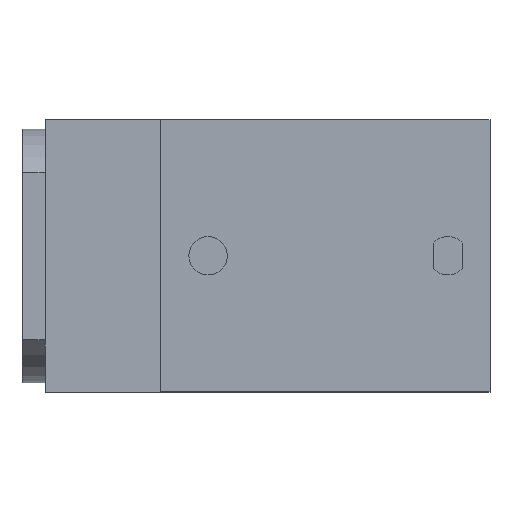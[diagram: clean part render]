
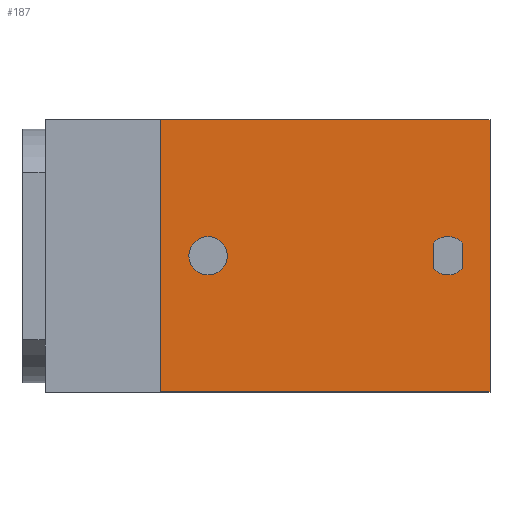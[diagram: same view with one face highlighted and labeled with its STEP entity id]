
A CAD part, top view. The second image highlights one B-rep face of the part: STEP entity #187.
In plain terms, the highlighted planar face has unit normal (0, 0, 1).
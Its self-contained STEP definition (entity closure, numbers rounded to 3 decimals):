
#82=LINE('',#988,#131);
#89=LINE('',#1014,#138);
#106=LINE('',#1052,#155);
#107=LINE('',#1057,#156);
#108=LINE('',#1061,#157);
#109=LINE('',#1062,#158);
#131=VECTOR('',#787,1.);
#138=VECTOR('',#816,1.);
#155=VECTOR('',#843,1.);
#156=VECTOR('',#848,1.);
#157=VECTOR('',#851,1.);
#158=VECTOR('',#852,1.);
#187=ADVANCED_FACE('',(#245,#246,#247),#225,.F.);
#225=PLANE('',#717);
#245=FACE_BOUND('',#281,.T.);
#246=FACE_BOUND('',#282,.T.);
#247=FACE_BOUND('',#283,.T.);
#281=EDGE_LOOP('',(#383,#384,#385,#386));
#282=EDGE_LOOP('',(#387,#388,#389,#390));
#283=EDGE_LOOP('',(#391));
#383=ORIENTED_EDGE('',*,*,#587,.T.);
#384=ORIENTED_EDGE('',*,*,#588,.T.);
#385=ORIENTED_EDGE('',*,*,#589,.T.);
#386=ORIENTED_EDGE('',*,*,#590,.T.);
#387=ORIENTED_EDGE('',*,*,#567,.T.);
#388=ORIENTED_EDGE('',*,*,#554,.F.);
#389=ORIENTED_EDGE('',*,*,#586,.F.);
#390=ORIENTED_EDGE('',*,*,#591,.T.);
#391=ORIENTED_EDGE('',*,*,#592,.F.);
#493=VERTEX_POINT('',#982);
#496=VERTEX_POINT('',#987);
#505=VERTEX_POINT('',#1015);
#520=VERTEX_POINT('',#1051);
#521=VERTEX_POINT('',#1055);
#522=VERTEX_POINT('',#1056);
#523=VERTEX_POINT('',#1058);
#524=VERTEX_POINT('',#1060);
#525=VERTEX_POINT('',#1064);
#554=EDGE_CURVE('',#496,#493,#82,.T.);
#567=EDGE_CURVE('',#505,#493,#89,.T.);
#586=EDGE_CURVE('',#520,#496,#106,.T.);
#587=EDGE_CURVE('',#521,#522,#640,.T.);
#588=EDGE_CURVE('',#522,#523,#107,.T.);
#589=EDGE_CURVE('',#523,#524,#641,.T.);
#590=EDGE_CURVE('',#524,#521,#108,.T.);
#591=EDGE_CURVE('',#520,#505,#109,.T.);
#592=EDGE_CURVE('',#525,#525,#642,.T.);
#640=CIRCLE('',#714,10.);
#641=CIRCLE('',#715,10.);
#642=CIRCLE('',#716,10.);
#714=AXIS2_PLACEMENT_3D('',#1054,#846,#847);
#715=AXIS2_PLACEMENT_3D('',#1059,#849,#850);
#716=AXIS2_PLACEMENT_3D('',#1063,#853,#854);
#717=AXIS2_PLACEMENT_3D('',#1065,#855,#856);
#787=DIRECTION('',(0.,1.,0.));
#816=DIRECTION('',(-1.,0.,0.));
#843=DIRECTION('',(-1.,0.,0.));
#846=DIRECTION('',(0.,0.,-1.));
#847=DIRECTION('',(1.,0.,0.));
#848=DIRECTION('',(0.,1.,0.));
#849=DIRECTION('',(0.,0.,-1.));
#850=DIRECTION('',(1.,0.,0.));
#851=DIRECTION('',(0.,-1.,0.));
#852=DIRECTION('',(0.,1.,0.));
#853=DIRECTION('',(0.,0.,1.));
#854=DIRECTION('',(-1.,0.,0.));
#855=DIRECTION('',(0.,0.,-1.));
#856=DIRECTION('',(-1.,0.,0.));
#982=CARTESIAN_POINT('',(-25.,71.,0.));
#987=CARTESIAN_POINT('',(-25.,-71.,0.));
#988=CARTESIAN_POINT('',(-25.,-71.,0.));
#1014=CARTESIAN_POINT('',(147.,71.,0.));
#1015=CARTESIAN_POINT('',(147.,71.,0.));
#1051=CARTESIAN_POINT('',(147.,-71.,0.));
#1052=CARTESIAN_POINT('',(147.,-71.,0.));
#1054=CARTESIAN_POINT('',(125.,0.,0.));
#1055=CARTESIAN_POINT('',(132.5,-6.614,0.));
#1056=CARTESIAN_POINT('',(117.5,-6.614,0.));
#1057=CARTESIAN_POINT('',(117.5,6.614,0.));
#1058=CARTESIAN_POINT('',(117.5,6.614,0.));
#1059=CARTESIAN_POINT('',(125.,0.,0.));
#1060=CARTESIAN_POINT('',(132.5,6.614,0.));
#1061=CARTESIAN_POINT('',(132.5,-6.614,0.));
#1062=CARTESIAN_POINT('',(147.,-71.,0.));
#1063=CARTESIAN_POINT('',(0.,0.,
0.));
#1064=CARTESIAN_POINT('',(-10.,0.,0.));
#1065=CARTESIAN_POINT('',(147.,-71.,0.));
